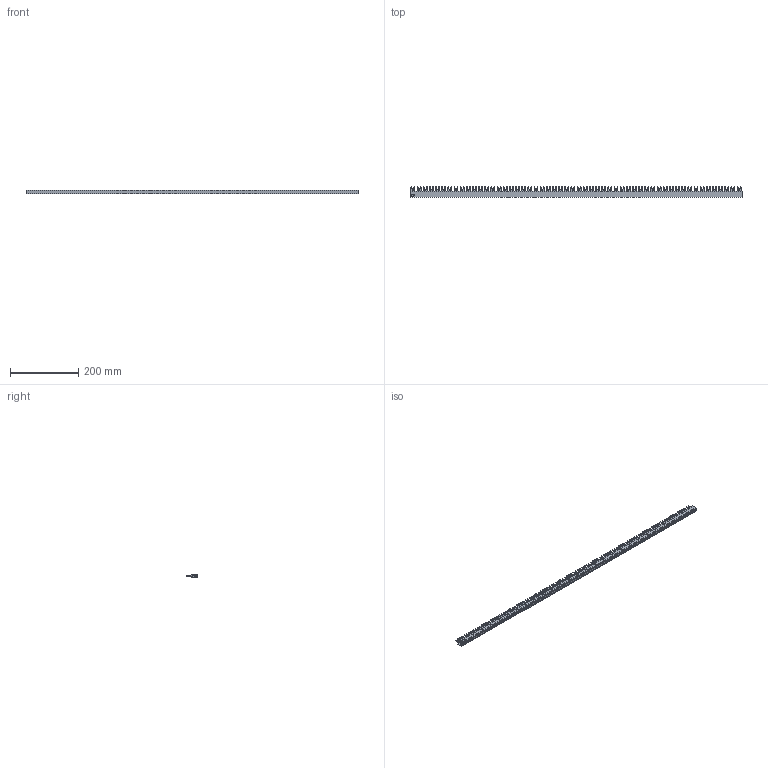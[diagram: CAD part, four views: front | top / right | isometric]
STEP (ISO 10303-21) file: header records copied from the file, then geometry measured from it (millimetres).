
FILE_DESCRIPTION((''),'2;1');
FILE_NAME('IZ16_2F_ASM','2021-04-02T',('marketing.praksa'),('Audax d.o.o.'),'CREO PARAMETRIC BY PTC INC, 2017480','CREO PARAMETRIC BY PTC INC, 2017480','');
FILE_SCHEMA(('AUTOMOTIVE_DESIGN { 1 0 10303 214 1 1 1 1 }'));
Products named in the file (5): PRT0115; BASE_WL; COPPER_54MOD; PRT0121; IZ16_2F_ASM
Assembly tree (4 placements, depth 2):
  IZ16_2F_ASM
    PRT0115
    BASE_WL
    COPPER_54MOD
    PRT0121
Bounding box: 971.06 x 29.43 x 10.2 mm (x, y, z)
Volume: 116882.6 mm3; surface area: 201078.4 mm2
Topology: 6 solids, 6 shells, 1711 faces, 4742 edges, 3046 vertices
Faces by surface type: plane 861, cylinder 642, bspline 208
Entity records: 86656 total; most frequent: CARTESIAN_POINT 16411, ORIENTED_EDGE 9484, DIRECTION 8922, PRESENTATION_STYLE_ASSIGNMENT 6459, STYLED_ITEM 6459, CURVE_STYLE 4742, EDGE_CURVE 4742, VERTEX_POINT 3046
